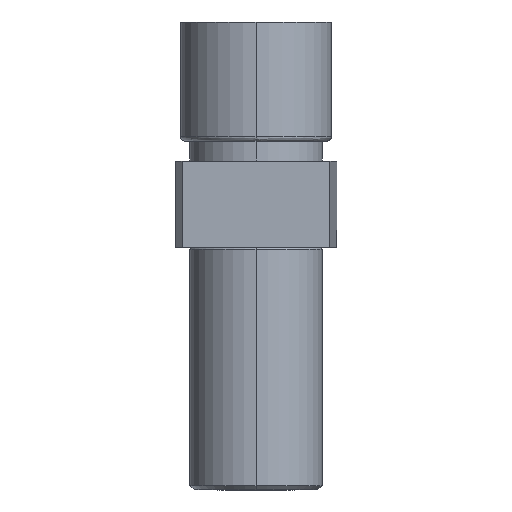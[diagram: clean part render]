
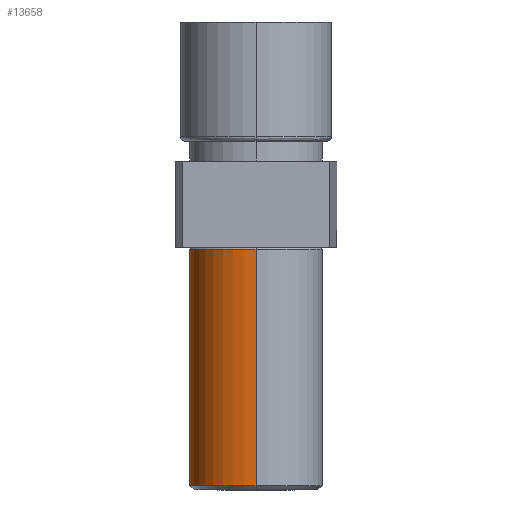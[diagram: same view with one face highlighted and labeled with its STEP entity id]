
A CAD part, left-side view. The second image highlights one B-rep face of the part: STEP entity #13658.
In plain terms, the highlighted cylindrical face has radius 3 mm (diameter 6 mm), a partial arc.
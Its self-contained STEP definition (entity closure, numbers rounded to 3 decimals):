
#3350 = EDGE_LOOP ( 'NONE', ( #5003, #5000, #4950, #4983 ) ) ;
#4950 = ORIENTED_EDGE ( 'NONE', *, *, #12813, .T. ) ;
#4983 = ORIENTED_EDGE ( 'NONE', *, *, #12827, .F. ) ;
#5000 = ORIENTED_EDGE ( 'NONE', *, *, #12759, .T. ) ;
#5003 = ORIENTED_EDGE ( 'NONE', *, *, #12795, .F. ) ;
#6194 = VERTEX_POINT ( 'NONE', #9497 ) ;
#6198 = VERTEX_POINT ( 'NONE', #9513 ) ;
#6232 = VERTEX_POINT ( 'NONE', #9490 ) ;
#6234 = VERTEX_POINT ( 'NONE', #9573 ) ;
#9490 = CARTESIAN_POINT ( 'NONE',  ( -3.002, 0., -4.9 ) ) ;
#9497 = CARTESIAN_POINT ( 'NONE',  ( 2.998, 0., -15.6 ) ) ;
#9513 = CARTESIAN_POINT ( 'NONE',  ( -3.002, 0., -15.6 ) ) ;
#9573 = CARTESIAN_POINT ( 'NONE',  ( 2.998, 0., -4.9 ) ) ;
#9666 = LINE ( 'NONE', #9684, #11635 ) ;
#9684 = CARTESIAN_POINT ( 'NONE',  ( 2.998, 0., -4.8 ) ) ;
#9696 = DIRECTION ( 'NONE',  ( 0., 0., -1. ) ) ;
#9821 = DIRECTION ( 'NONE',  ( 0., 0., 1. ) ) ;
#9823 = CARTESIAN_POINT ( 'NONE',  ( -0.002, 0., -4.9 ) ) ;
#9871 = DIRECTION ( 'NONE',  ( -1., 0., 0. ) ) ;
#9986 = DIRECTION ( 'NONE',  ( 0., 0., 1. ) ) ;
#9990 = DIRECTION ( 'NONE',  ( -1., 0., 0. ) ) ;
#9997 = CARTESIAN_POINT ( 'NONE',  ( -0.002, 0., -15.6 ) ) ;
#10064 = DIRECTION ( 'NONE',  ( 0., 0., -1. ) ) ;
#10069 = CARTESIAN_POINT ( 'NONE',  ( -3.002, 0., -4.8 ) ) ;
#10110 = LINE ( 'NONE', #10069, #11689 ) ;
#11635 = VECTOR ( 'NONE', #9696, 1000. ) ;
#11647 = AXIS2_PLACEMENT_3D ( 'NONE', #9997, #9986, #9990 ) ;
#11669 = CIRCLE ( 'NONE', #11672, 3. ) ;
#11672 = AXIS2_PLACEMENT_3D ( 'NONE', #9823, #9821, #9871 ) ;
#11689 = VECTOR ( 'NONE', #10064, 1000. ) ;
#11695 = CIRCLE ( 'NONE', #11647, 3. ) ;
#12759 = EDGE_CURVE ( 'NONE', #6234, #6194, #9666, .T. ) ;
#12795 = EDGE_CURVE ( 'NONE', #6234, #6232, #11669, .T. ) ;
#12813 = EDGE_CURVE ( 'NONE', #6194, #6198, #11695, .T. ) ;
#12827 = EDGE_CURVE ( 'NONE', #6232, #6198, #10110, .T. ) ;
#13658 = ADVANCED_FACE ( 'NONE', ( #16603 ), #16615, .T. ) ;
#16603 = FACE_OUTER_BOUND ( 'NONE', #3350, .T. ) ;
#16608 = DIRECTION ( 'NONE',  ( -1., 0., 0. ) ) ;
#16615 = CYLINDRICAL_SURFACE ( 'NONE', #18402, 3. ) ;
#16628 = CARTESIAN_POINT ( 'NONE',  ( -0.002, 0., -4.8 ) ) ;
#16638 = DIRECTION ( 'NONE',  ( 0., 0., -1. ) ) ;
#18402 = AXIS2_PLACEMENT_3D ( 'NONE', #16628, #16638, #16608 ) ;
